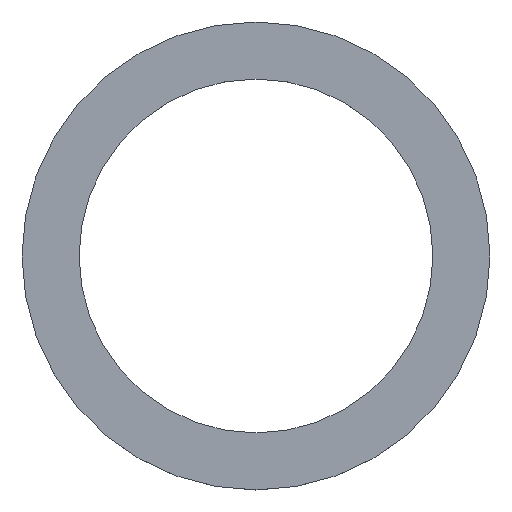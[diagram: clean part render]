
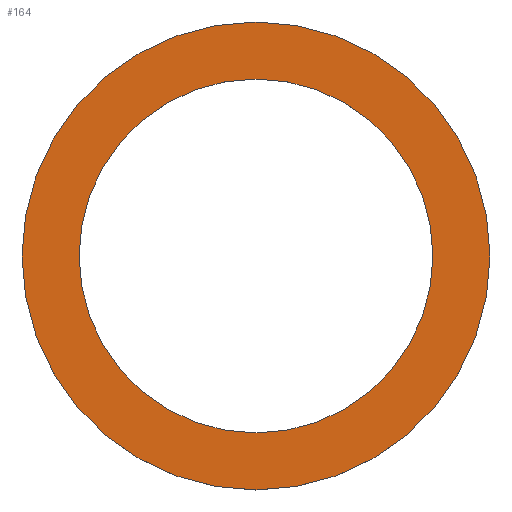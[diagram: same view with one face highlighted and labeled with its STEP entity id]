
A CAD part, top view. The second image highlights one B-rep face of the part: STEP entity #164.
In plain terms, the highlighted planar face has unit normal (0, 0, 1).
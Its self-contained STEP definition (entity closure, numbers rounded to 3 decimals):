
#3 = CARTESIAN_POINT ( 'NONE',  ( 0., 0., 0.5 ) ) ;
#5 = DIRECTION ( 'NONE',  ( 0., 0., 1. ) ) ;
#6 = CIRCLE ( 'NONE', #125, 6.05 ) ;
#15 = ORIENTED_EDGE ( 'NONE', *, *, #186, .T. ) ;
#17 = VERTEX_POINT ( 'NONE', #38 ) ;
#23 = DIRECTION ( 'NONE',  ( 0., 0., 1. ) ) ;
#31 = AXIS2_PLACEMENT_3D ( 'NONE', #116, #5, #232 ) ;
#38 = CARTESIAN_POINT ( 'NONE',  ( -6.05, 0., 0.5 ) ) ;
#40 = DIRECTION ( 'NONE',  ( 0., 0., 1. ) ) ;
#49 = EDGE_CURVE ( 'NONE', #242, #86, #221, .T. ) ;
#57 = CARTESIAN_POINT ( 'NONE',  ( 0., 0., 0.5 ) ) ;
#69 = EDGE_LOOP ( 'NONE', ( #15, #104 ) ) ;
#70 = EDGE_CURVE ( 'NONE', #17, #84, #240, .T. ) ;
#71 = DIRECTION ( 'NONE',  ( 0., 0., 1. ) ) ;
#72 = FACE_OUTER_BOUND ( 'NONE', #69, .T. ) ;
#73 = CARTESIAN_POINT ( 'NONE',  ( 6.05, 0., 0.5 ) ) ;
#76 = EDGE_CURVE ( 'NONE', #84, #17, #6, .T. ) ;
#77 = PLANE ( 'NONE',  #188 ) ;
#84 = VERTEX_POINT ( 'NONE', #73 ) ;
#86 = VERTEX_POINT ( 'NONE', #165 ) ;
#104 = ORIENTED_EDGE ( 'NONE', *, *, #49, .T. ) ;
#108 = AXIS2_PLACEMENT_3D ( 'NONE', #189, #130, #162 ) ;
#116 = CARTESIAN_POINT ( 'NONE',  ( 0., 0., 0.5 ) ) ;
#120 = CARTESIAN_POINT ( 'NONE',  ( 8., 0., 0.5 ) ) ;
#125 = AXIS2_PLACEMENT_3D ( 'NONE', #3, #40, #225 ) ;
#127 = AXIS2_PLACEMENT_3D ( 'NONE', #57, #71, #238 ) ;
#130 = DIRECTION ( 'NONE',  ( 0., 0., 1. ) ) ;
#158 = ORIENTED_EDGE ( 'NONE', *, *, #76, .F. ) ;
#162 = DIRECTION ( 'NONE',  ( 1., 0., 0. ) ) ;
#164 = ADVANCED_FACE ( 'NONE', ( #72, #215 ), #77, .T. ) ;
#165 = CARTESIAN_POINT ( 'NONE',  ( -8., 0., 0.5 ) ) ;
#186 = EDGE_CURVE ( 'NONE', #86, #242, #223, .T. ) ;
#188 = AXIS2_PLACEMENT_3D ( 'NONE', #192, #23, #210 ) ;
#189 = CARTESIAN_POINT ( 'NONE',  ( 0., 0., 0.5 ) ) ;
#192 = CARTESIAN_POINT ( 'NONE',  ( 0., 0., 0.5 ) ) ;
#203 = EDGE_LOOP ( 'NONE', ( #212, #158 ) ) ;
#210 = DIRECTION ( 'NONE',  ( 1., 0., 0. ) ) ;
#212 = ORIENTED_EDGE ( 'NONE', *, *, #70, .F. ) ;
#215 = FACE_BOUND ( 'NONE', #203, .T. ) ;
#221 = CIRCLE ( 'NONE', #108, 8. ) ;
#223 = CIRCLE ( 'NONE', #127, 8. ) ;
#225 = DIRECTION ( 'NONE',  ( 1., 0., 0. ) ) ;
#232 = DIRECTION ( 'NONE',  ( 1., 0., 0. ) ) ;
#238 = DIRECTION ( 'NONE',  ( 1., 0., 0. ) ) ;
#240 = CIRCLE ( 'NONE', #31, 6.05 ) ;
#242 = VERTEX_POINT ( 'NONE', #120 ) ;
